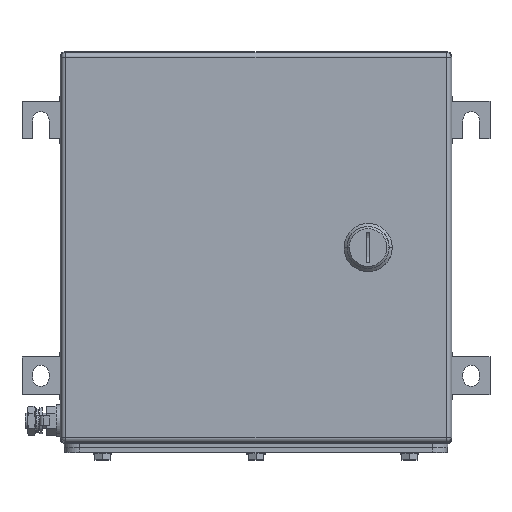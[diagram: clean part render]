
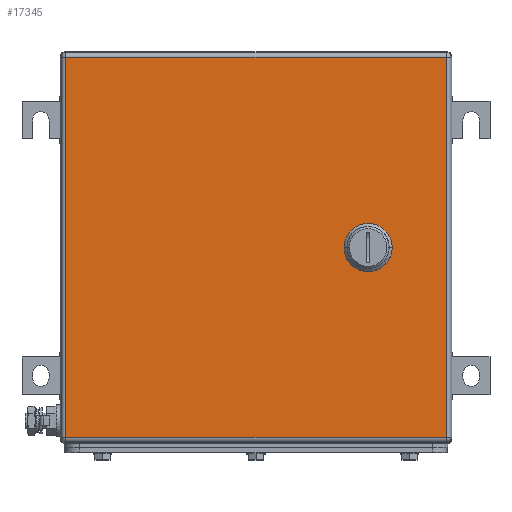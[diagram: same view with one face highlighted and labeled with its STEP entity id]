
A CAD part, top view. The second image highlights one B-rep face of the part: STEP entity #17345.
In plain terms, the highlighted planar face has unit normal (0, 0, 1).
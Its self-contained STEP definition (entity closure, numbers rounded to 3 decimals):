
#16373=AXIS2_PLACEMENT_3D('Circle Axis2P3D',#16371,#16372,$) ;
#16421=AXIS2_PLACEMENT_3D('Circle Axis2P3D',#16419,#16420,$) ;
#16440=AXIS2_PLACEMENT_3D('Circle Axis2P3D',#16438,#16439,$) ;
#17314=AXIS2_PLACEMENT_3D('Circle Axis2P3D',#17312,#17313,$) ;
#17327=AXIS2_PLACEMENT_3D('Plane Axis2P3D',#17324,#17325,#17326) ;
#16232=CARTESIAN_POINT('Vertex',(240.05,135.944,153.5)) ;
#16235=CARTESIAN_POINT('Line Origine',(240.05,141.,153.5)) ;
#16239=CARTESIAN_POINT('Vertex',(240.05,146.056,153.5)) ;
#16368=CARTESIAN_POINT('Vertex',(235.056,130.95,153.5)) ;
#16371=CARTESIAN_POINT('Axis2P3D Location',(230.,141.,153.5)) ;
#16392=CARTESIAN_POINT('Vertex',(224.944,130.95,153.5)) ;
#16395=CARTESIAN_POINT('Line Origine',(230.,130.95,153.5)) ;
#16416=CARTESIAN_POINT('Vertex',(219.95,135.944,153.5)) ;
#16419=CARTESIAN_POINT('Axis2P3D Location',(230.,141.,153.5)) ;
#16435=CARTESIAN_POINT('Vertex',(224.944,151.05,153.5)) ;
#16438=CARTESIAN_POINT('Axis2P3D Location',(230.,141.,153.5)) ;
#16442=CARTESIAN_POINT('Vertex',(219.95,146.056,153.5)) ;
#16466=CARTESIAN_POINT('Vertex',(282.,267.5,153.5)) ;
#16482=CARTESIAN_POINT('Vertex',(29.,267.5,153.5)) ;
#16485=CARTESIAN_POINT('Line Origine',(153.4,267.5,153.5)) ;
#16520=CARTESIAN_POINT('Vertex',(29.,14.5,153.5)) ;
#16523=CARTESIAN_POINT('Line Origine',(29.,141.,153.5)) ;
#16558=CARTESIAN_POINT('Vertex',(282.,14.5,153.5)) ;
#16561=CARTESIAN_POINT('Line Origine',(155.5,14.5,153.5)) ;
#16597=CARTESIAN_POINT('Line Origine',(282.,141.,153.5)) ;
#17232=CARTESIAN_POINT('Vertex',(235.056,151.05,153.5)) ;
#17235=CARTESIAN_POINT('Line Origine',(230.,151.05,153.5)) ;
#17252=CARTESIAN_POINT('Line Origine',(219.95,141.,153.5)) ;
#17312=CARTESIAN_POINT('Axis2P3D Location',(230.,141.,153.5)) ;
#17324=CARTESIAN_POINT('Axis2P3D Location',(155.5,141.,153.5)) ;
#16236=DIRECTION('Vector Direction',(0.,-1.,0.)) ;
#16372=DIRECTION('Axis2P3D Direction',(0.,0.,1.)) ;
#16396=DIRECTION('Vector Direction',(1.,0.,0.)) ;
#16420=DIRECTION('Axis2P3D Direction',(0.,0.,1.)) ;
#16439=DIRECTION('Axis2P3D Direction',(0.,0.,1.)) ;
#16486=DIRECTION('Vector Direction',(1.,0.,0.)) ;
#16524=DIRECTION('Vector Direction',(0.,-1.,0.)) ;
#16562=DIRECTION('Vector Direction',(1.,0.,0.)) ;
#16598=DIRECTION('Vector Direction',(0.,1.,0.)) ;
#17236=DIRECTION('Vector Direction',(1.,0.,0.)) ;
#17253=DIRECTION('Vector Direction',(0.,1.,0.)) ;
#17313=DIRECTION('Axis2P3D Direction',(0.,0.,1.)) ;
#17325=DIRECTION('Axis2P3D Direction',(0.,0.,1.)) ;
#17326=DIRECTION('Axis2P3D XDirection',(1.,0.,0.)) ;
#16237=VECTOR('Line Direction',#16236,1.) ;
#16397=VECTOR('Line Direction',#16396,1.) ;
#16487=VECTOR('Line Direction',#16486,1.) ;
#16525=VECTOR('Line Direction',#16524,1.) ;
#16563=VECTOR('Line Direction',#16562,1.) ;
#16599=VECTOR('Line Direction',#16598,1.) ;
#17237=VECTOR('Line Direction',#17236,1.) ;
#17254=VECTOR('Line Direction',#17253,1.) ;
#17330=ORIENTED_EDGE('',*,*,#16489,.T.) ;
#17331=ORIENTED_EDGE('',*,*,#16527,.T.) ;
#17332=ORIENTED_EDGE('',*,*,#16565,.T.) ;
#17333=ORIENTED_EDGE('',*,*,#16601,.T.) ;
#17336=ORIENTED_EDGE('',*,*,#16375,.F.) ;
#17337=ORIENTED_EDGE('',*,*,#16399,.F.) ;
#17338=ORIENTED_EDGE('',*,*,#16423,.F.) ;
#17339=ORIENTED_EDGE('',*,*,#17256,.T.) ;
#17340=ORIENTED_EDGE('',*,*,#16444,.F.) ;
#17341=ORIENTED_EDGE('',*,*,#17239,.T.) ;
#17342=ORIENTED_EDGE('',*,*,#17316,.F.) ;
#17343=ORIENTED_EDGE('',*,*,#16241,.T.) ;
#17344=FACE_BOUND('',#17335,.T.) ;
#17345=ADVANCED_FACE('1199910000.2\\ZUB_KTB_QL_262615_1GP_AllCATPart.2\\ZUB_DE_KTB_QL_260x260.1\\DE_KTB_MH_PART_MASTER.1\\Koerper.2',(#17334,#17344),#17328,.T.) ;
#16374=CIRCLE('generated circle',#16373,11.25) ;
#16422=CIRCLE('generated circle',#16421,11.25) ;
#16441=CIRCLE('generated circle',#16440,11.25) ;
#17315=CIRCLE('generated circle',#17314,11.25) ;
#16241=EDGE_CURVE('',#16240,#16233,#16238,.T.) ;
#16375=EDGE_CURVE('',#16369,#16233,#16374,.T.) ;
#16399=EDGE_CURVE('',#16393,#16369,#16398,.T.) ;
#16423=EDGE_CURVE('',#16417,#16393,#16422,.T.) ;
#16444=EDGE_CURVE('',#16436,#16443,#16441,.T.) ;
#16489=EDGE_CURVE('',#16467,#16483,#16488,.F.) ;
#16527=EDGE_CURVE('',#16483,#16521,#16526,.T.) ;
#16565=EDGE_CURVE('',#16521,#16559,#16564,.T.) ;
#16601=EDGE_CURVE('',#16559,#16467,#16600,.T.) ;
#17239=EDGE_CURVE('',#16436,#17233,#17238,.T.) ;
#17256=EDGE_CURVE('',#16417,#16443,#17255,.T.) ;
#17316=EDGE_CURVE('',#16240,#17233,#17315,.T.) ;
#17329=EDGE_LOOP('',(#17330,#17331,#17332,#17333)) ;
#17335=EDGE_LOOP('',(#17336,#17337,#17338,#17339,#17340,#17341,#17342,#17343)) ;
#17334=FACE_OUTER_BOUND('',#17329,.T.) ;
#16238=LINE('Line',#16235,#16237) ;
#16398=LINE('Line',#16395,#16397) ;
#16488=LINE('Line',#16485,#16487) ;
#16526=LINE('Line',#16523,#16525) ;
#16564=LINE('Line',#16561,#16563) ;
#16600=LINE('Line',#16597,#16599) ;
#17238=LINE('Line',#17235,#17237) ;
#17255=LINE('Line',#17252,#17254) ;
#17328=PLANE('',#17327) ;
#16233=VERTEX_POINT('',#16232) ;
#16240=VERTEX_POINT('',#16239) ;
#16369=VERTEX_POINT('',#16368) ;
#16393=VERTEX_POINT('',#16392) ;
#16417=VERTEX_POINT('',#16416) ;
#16436=VERTEX_POINT('',#16435) ;
#16443=VERTEX_POINT('',#16442) ;
#16467=VERTEX_POINT('',#16466) ;
#16483=VERTEX_POINT('',#16482) ;
#16521=VERTEX_POINT('',#16520) ;
#16559=VERTEX_POINT('',#16558) ;
#17233=VERTEX_POINT('',#17232) ;
